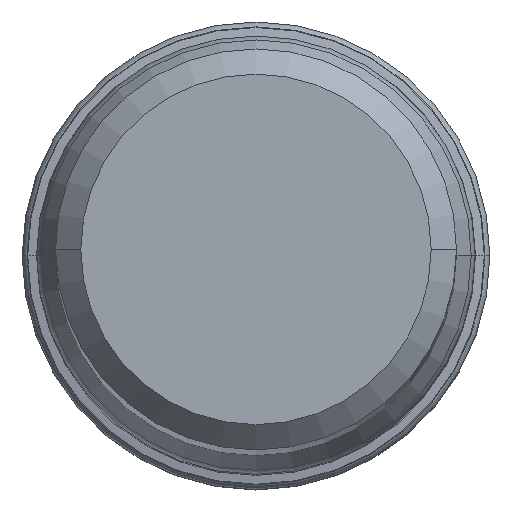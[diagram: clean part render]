
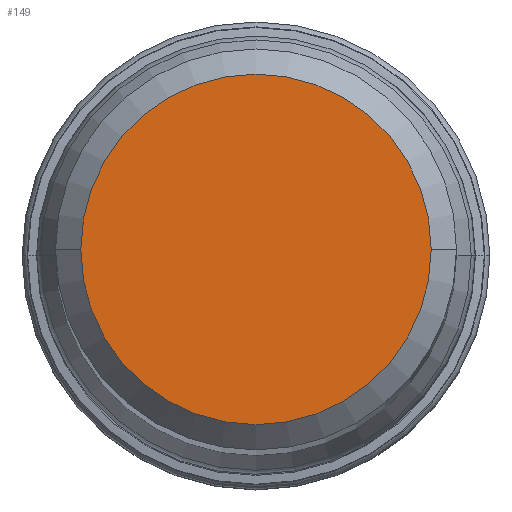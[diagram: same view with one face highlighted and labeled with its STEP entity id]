
A CAD part, top view. The second image highlights one B-rep face of the part: STEP entity #149.
In plain terms, the highlighted planar face has unit normal (0, 0, 1).
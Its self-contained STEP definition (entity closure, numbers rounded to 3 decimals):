
#30=PLANE('',#1205);
#149=ADVANCED_FACE('',(#218),#30,.F.);
#218=FACE_OUTER_BOUND('',#274,.T.);
#274=EDGE_LOOP('',(#493,#494,#495,#496));
#493=ORIENTED_EDGE('',*,*,#749,.F.);
#494=ORIENTED_EDGE('',*,*,#748,.F.);
#495=ORIENTED_EDGE('',*,*,#750,.F.);
#496=ORIENTED_EDGE('',*,*,#751,.F.);
#621=VERTEX_POINT('',#2930);
#622=VERTEX_POINT('',#2932);
#623=VERTEX_POINT('',#2934);
#624=VERTEX_POINT('',#2938);
#748=EDGE_CURVE('',#622,#623,#897,.T.);
#749=EDGE_CURVE('',#623,#621,#898,.T.);
#750=EDGE_CURVE('',#624,#622,#899,.T.);
#751=EDGE_CURVE('',#621,#624,#900,.T.);
#897=CIRCLE('',#1200,8.325);
#898=CIRCLE('',#1201,8.325);
#899=CIRCLE('',#1203,8.325);
#900=CIRCLE('',#1204,8.325);
#1200=AXIS2_PLACEMENT_3D('',#2933,#1500,#1501);
#1201=AXIS2_PLACEMENT_3D('',#2935,#1502,#1503);
#1203=AXIS2_PLACEMENT_3D('',#2937,#1506,#1507);
#1204=AXIS2_PLACEMENT_3D('',#2939,#1508,#1509);
#1205=AXIS2_PLACEMENT_3D('',#2940,#1510,#1511);
#1500=DIRECTION('',(0.,0.,-1.));
#1501=DIRECTION('',(-1.,0.,0.));
#1502=DIRECTION('',(0.,0.,-1.));
#1503=DIRECTION('',(0.,1.,0.));
#1506=DIRECTION('',(0.,0.,-1.));
#1507=DIRECTION('',(0.,-1.,0.));
#1508=DIRECTION('',(0.,0.,-1.));
#1509=DIRECTION('',(1.,0.,0.));
#1510=DIRECTION('',(0.,0.,-1.));
#1511=DIRECTION('',(-1.,0.,0.));
#2930=CARTESIAN_POINT('',(8.325,0.,0.));
#2932=CARTESIAN_POINT('',(-8.325,0.,0.));
#2933=CARTESIAN_POINT('',(0.,0.,0.));
#2934=CARTESIAN_POINT('',(0.,8.325,0.));
#2935=CARTESIAN_POINT('',(0.,0.,0.));
#2937=CARTESIAN_POINT('',(0.,0.,0.));
#2938=CARTESIAN_POINT('',(0.,-8.325,0.));
#2939=CARTESIAN_POINT('',(0.,0.,0.));
#2940=CARTESIAN_POINT('',(0.,0.,0.));
